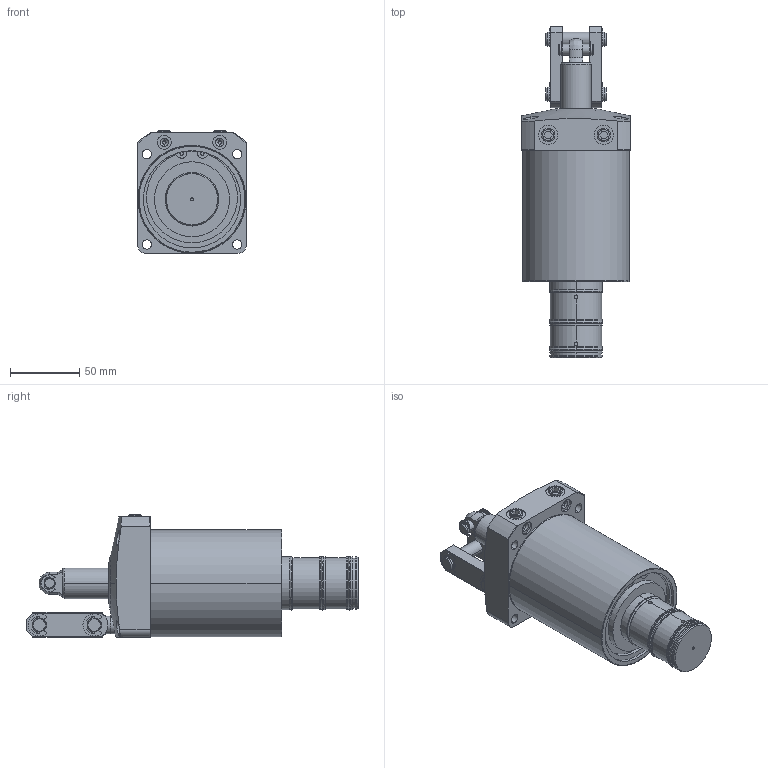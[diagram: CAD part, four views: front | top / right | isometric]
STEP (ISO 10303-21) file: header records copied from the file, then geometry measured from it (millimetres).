
FILE_DESCRIPTION (( 'STEP AP203' ), '1' );
FILE_NAME ('WCE4001-2GCM.STEP', '2019-09-24T06:53:54', ( '微软用户' ), ( '微软中国' ), 'SwSTEP 2.0', 'SolidWorks 2012', '' );
FILE_SCHEMA (( 'CONFIG_CONTROL_DESIGN' ));
Length unit declared in the file: millimetre
Products named in the file (11): WCE4001-2GCM; Rネジ1_8; WCE4001-M_肵巍催獉; ETW-8; ETW-6; WCA0630_嵋裡葨凰_4WC100032-00; 4L51541-00咂搘2; 4L51540-00咂搘1; WCE4000_咂衝椳紕_; WCE4000_菛巍催獉; WCE4000_槭暌溛
Assembly tree (17 placements, depth 2):
  WCE4001-2GCM
    WCE4000_槭暌溛
    WCE4000_菛巍催獉
    WCE4000_咂衝椳紕_
    4L51540-00咂搘1
    4L51541-00咂搘2  x2
    WCA0630_嵋裡葨凰_4WC100032-00  x2
    ETW-6  x2
    ETW-8  x4
    WCE4001-M_肵巍催獉
    Rネジ1_8  x2
Bounding box: 78 x 239 x 88.5 mm (x, y, z)
Volume: 694052.4 mm3; surface area: 86173.9 mm2
Topology: 20 solids, 21 shells, 569 faces, 1398 edges, 905 vertices
Faces by surface type: cylinder 294, plane 168, cone 80, bspline 27
Entity records: 14141 total; most frequent: CARTESIAN_POINT 3493, DIRECTION 2100, ORIENTED_EDGE 1852, EDGE_CURVE 926, AXIS2_PLACEMENT_3D 863, VERTEX_POINT 595, CIRCLE 482, EDGE_LOOP 447
